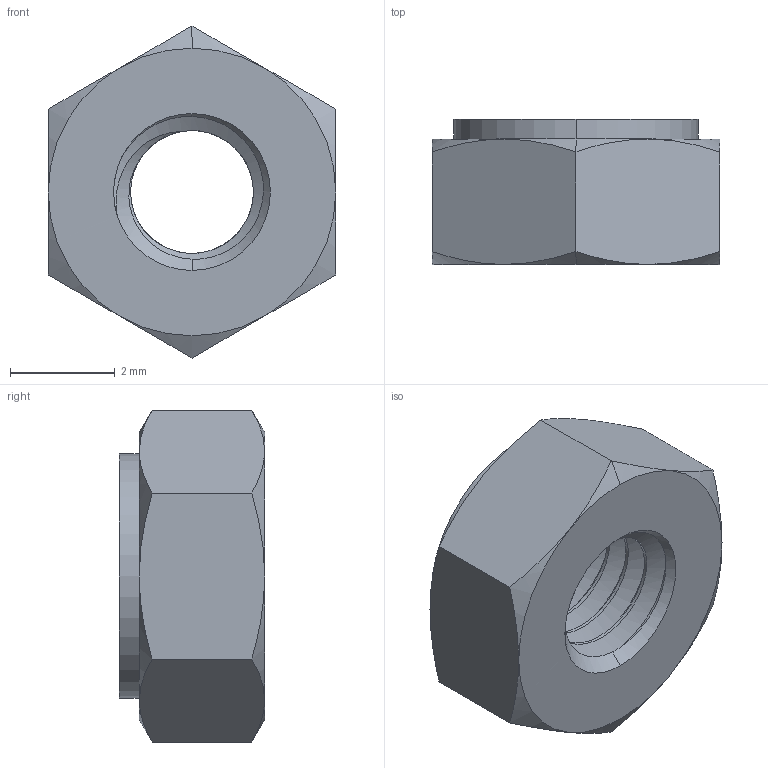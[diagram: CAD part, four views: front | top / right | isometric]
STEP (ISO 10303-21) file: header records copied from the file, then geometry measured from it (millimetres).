
FILE_DESCRIPTION (( 'STEP AP203' ), '1' );
FILE_NAME ('90592A085.STEP', '2019-08-29T12:36:02', ( '' ), ( '' ), 'SwSTEP 2.0', 'SolidWorks 2016', '' );
FILE_SCHEMA (( 'CONFIG_CONTROL_DESIGN' ));
Length unit declared in the file: millimetre
Products named in the file (1): 90592A085
Bounding box: 5.5 x 2.78 x 6.35 mm (x, y, z)
Volume: 52.4 mm3; surface area: 125.5 mm2
Topology: 1 solids, 1 shells, 46 faces, 111 edges, 68 vertices
Faces by surface type: cone 20, cylinder 14, plane 9, bspline 3
Entity records: 2108 total; most frequent: CARTESIAN_POINT 1089, ORIENTED_EDGE 222, DIRECTION 166, EDGE_CURVE 111, AXIS2_PLACEMENT_3D 70, VERTEX_POINT 68, EDGE_LOOP 49, FACE_OUTER_BOUND 46
